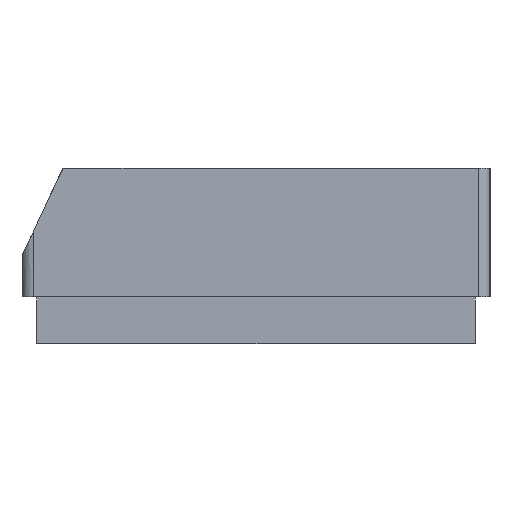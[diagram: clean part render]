
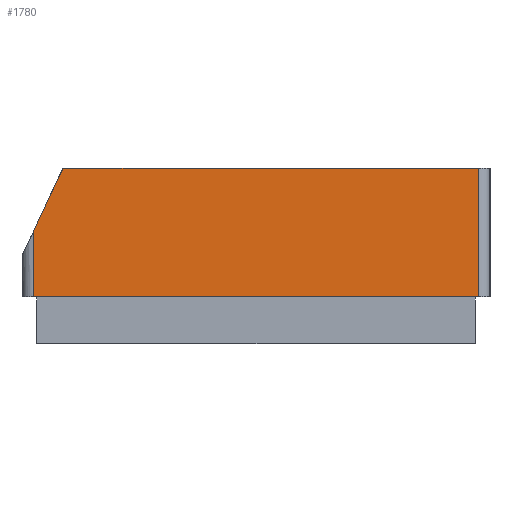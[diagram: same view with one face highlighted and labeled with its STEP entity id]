
A CAD part, left-side view. The second image highlights one B-rep face of the part: STEP entity #1780.
In plain terms, the highlighted planar face has unit normal (-1, 0, 0).
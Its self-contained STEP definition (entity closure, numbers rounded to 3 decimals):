
#87=PLANE('',#1900);
#133=FACE_OUTER_BOUND('',#222,.T.);
#222=EDGE_LOOP('',(#1263,#1264,#1265,#1266,#1267));
#386=LINE('',#2735,#532);
#387=LINE('',#2737,#533);
#388=LINE('',#2739,#534);
#389=LINE('',#2741,#535);
#390=LINE('',#2742,#536);
#532=VECTOR('',#2168,10.);
#533=VECTOR('',#2169,10.);
#534=VECTOR('',#2170,10.);
#535=VECTOR('',#2171,10.);
#536=VECTOR('',#2172,10.);
#790=VERTEX_POINT('',#2733);
#791=VERTEX_POINT('',#2734);
#792=VERTEX_POINT('',#2736);
#793=VERTEX_POINT('',#2738);
#794=VERTEX_POINT('',#2740);
#981=EDGE_CURVE('',#790,#791,#386,.T.);
#982=EDGE_CURVE('',#792,#791,#387,.T.);
#983=EDGE_CURVE('',#792,#793,#388,.T.);
#984=EDGE_CURVE('',#793,#794,#389,.T.);
#985=EDGE_CURVE('',#790,#794,#390,.T.);
#1263=ORIENTED_EDGE('',*,*,#981,.T.);
#1264=ORIENTED_EDGE('',*,*,#982,.F.);
#1265=ORIENTED_EDGE('',*,*,#983,.T.);
#1266=ORIENTED_EDGE('',*,*,#984,.T.);
#1267=ORIENTED_EDGE('',*,*,#985,.F.);
#1780=ADVANCED_FACE('',(#133),#87,.T.);
#1900=AXIS2_PLACEMENT_3D('',#2732,#2166,#2167);
#2166=DIRECTION('center_axis',(-1.,0.,0.));
#2167=DIRECTION('ref_axis',(0.,-1.,0.));
#2168=DIRECTION('',(0.,0.423,-0.906));
#2169=DIRECTION('',(0.,0.,1.));
#2170=DIRECTION('',(0.,-1.,0.));
#2171=DIRECTION('',(0.,0.,1.));
#2172=DIRECTION('',(0.,-1.,0.));
#2732=CARTESIAN_POINT('Origin',(-97.5,38.,0.));
#2733=CARTESIAN_POINT('',(-97.5,33.,30.));
#2734=CARTESIAN_POINT('',(-97.5,38.,19.277));
#2735=CARTESIAN_POINT('',(-97.5,42.692,9.216));
#2736=CARTESIAN_POINT('',(-97.5,38.,8.));
#2737=CARTESIAN_POINT('',(-97.5,38.,0.));
#2738=CARTESIAN_POINT('',(-97.5,-38.,8.));
#2739=CARTESIAN_POINT('',(-97.5,19.,8.));
#2740=CARTESIAN_POINT('',(-97.5,-38.,30.));
#2741=CARTESIAN_POINT('',(-97.5,-38.,0.));
#2742=CARTESIAN_POINT('',(-97.5,38.,30.));
